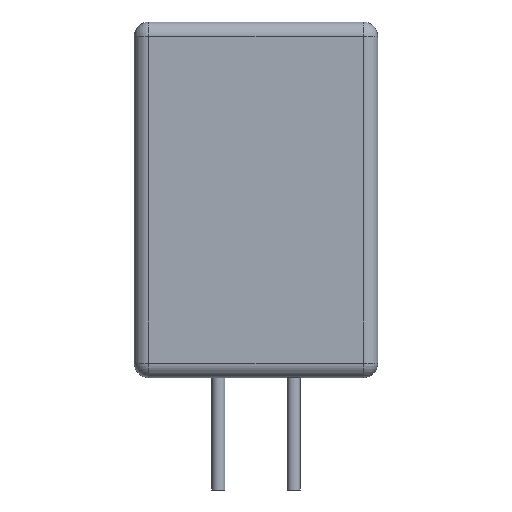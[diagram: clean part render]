
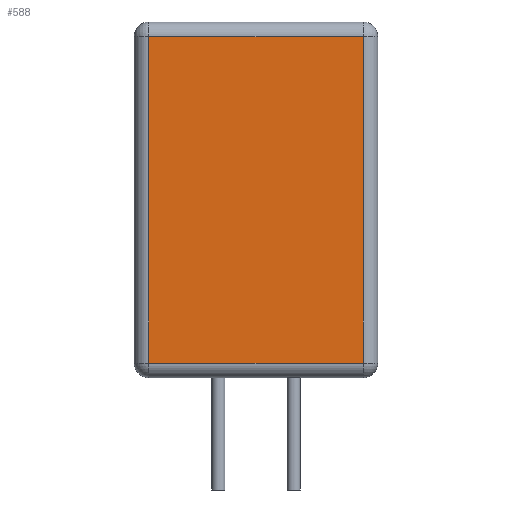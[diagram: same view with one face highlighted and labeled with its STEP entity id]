
A CAD part, front view. The second image highlights one B-rep face of the part: STEP entity #588.
In plain terms, the highlighted planar face has unit normal (0, -1, 0).
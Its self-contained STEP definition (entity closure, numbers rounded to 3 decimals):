
#403 = EDGE_CURVE('',#404,#406,#408,.T.);
#404 = VERTEX_POINT('',#405);
#405 = CARTESIAN_POINT('',(7.25,-1.5,23.1));
#406 = VERTEX_POINT('',#407);
#407 = CARTESIAN_POINT('',(-7.25,-1.5,23.1));
#408 = LINE('',#409,#410);
#409 = CARTESIAN_POINT('',(8.25,-1.5,23.1));
#410 = VECTOR('',#411,1.);
#411 = DIRECTION('',(-1.,0.,0.));
#472 = EDGE_CURVE('',#473,#406,#475,.T.);
#473 = VERTEX_POINT('',#474);
#474 = CARTESIAN_POINT('',(-7.25,-1.5,1.));
#475 = LINE('',#476,#477);
#476 = CARTESIAN_POINT('',(-7.25,-1.5,0.));
#477 = VECTOR('',#478,1.);
#478 = DIRECTION('',(0.,0.,1.));
#523 = VERTEX_POINT('',#524);
#524 = CARTESIAN_POINT('',(7.25,-1.5,1.));
#531 = EDGE_CURVE('',#523,#404,#532,.T.);
#532 = LINE('',#533,#534);
#533 = CARTESIAN_POINT('',(7.25,-1.5,0.));
#534 = VECTOR('',#535,1.);
#535 = DIRECTION('',(0.,0.,1.));
#567 = EDGE_CURVE('',#523,#473,#568,.T.);
#568 = LINE('',#569,#570);
#569 = CARTESIAN_POINT('',(8.25,-1.5,1.));
#570 = VECTOR('',#571,1.);
#571 = DIRECTION('',(-1.,0.,0.));
#588 = ADVANCED_FACE('',(#589),#595,.T.);
#589 = FACE_BOUND('',#590,.T.);
#590 = EDGE_LOOP('',(#591,#592,#593,#594));
#591 = ORIENTED_EDGE('',*,*,#403,.T.);
#592 = ORIENTED_EDGE('',*,*,#472,.F.);
#593 = ORIENTED_EDGE('',*,*,#567,.F.);
#594 = ORIENTED_EDGE('',*,*,#531,.T.);
#595 = PLANE('',#596);
#596 = AXIS2_PLACEMENT_3D('',#597,#598,#599);
#597 = CARTESIAN_POINT('',(8.25,-1.5,0.));
#598 = DIRECTION('',(0.,-1.,0.));
#599 = DIRECTION('',(-1.,0.,0.));
